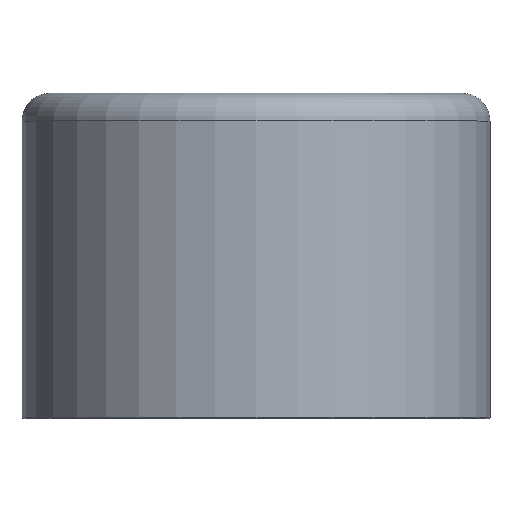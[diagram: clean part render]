
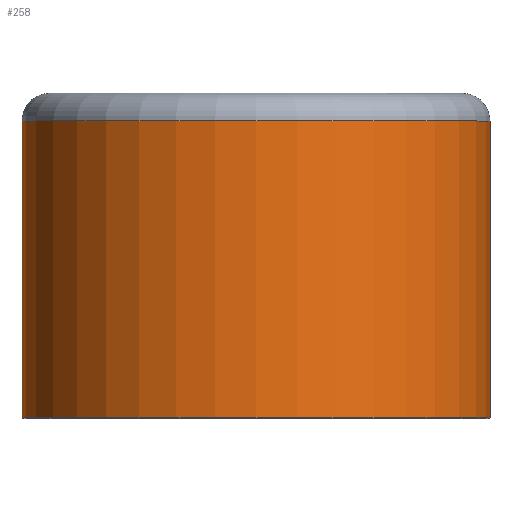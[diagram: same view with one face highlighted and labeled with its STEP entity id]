
A CAD part, top view. The second image highlights one B-rep face of the part: STEP entity #258.
In plain terms, the highlighted cylindrical face has radius 14.75 mm (diameter 29.5 mm), a full revolution.
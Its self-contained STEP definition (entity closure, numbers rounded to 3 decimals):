
#24=LINE('',#497,#29);
#29=VECTOR('',#408,14.75);
#34=CYLINDRICAL_SURFACE('',#317,14.75);
#47=FACE_OUTER_BOUND('',#66,.T.);
#66=EDGE_LOOP('',(#207,#208,#209,#210,#211,#212));
#89=CIRCLE('',#311,14.75);
#92=CIRCLE('',#314,14.75);
#94=CIRCLE('',#318,14.75);
#95=CIRCLE('',#319,14.75);
#118=VERTEX_POINT('',#483);
#119=VERTEX_POINT('',#484);
#122=VERTEX_POINT('',#494);
#123=VERTEX_POINT('',#495);
#148=EDGE_CURVE('',#118,#119,#89,.T.);
#151=EDGE_CURVE('',#119,#118,#92,.T.);
#153=EDGE_CURVE('',#122,#123,#94,.T.);
#154=EDGE_CURVE('',#123,#118,#24,.T.);
#155=EDGE_CURVE('',#123,#122,#95,.T.);
#207=ORIENTED_EDGE('',*,*,#153,.T.);
#208=ORIENTED_EDGE('',*,*,#154,.T.);
#209=ORIENTED_EDGE('',*,*,#151,.F.);
#210=ORIENTED_EDGE('',*,*,#148,.F.);
#211=ORIENTED_EDGE('',*,*,#154,.F.);
#212=ORIENTED_EDGE('',*,*,#155,.T.);
#258=ADVANCED_FACE('',(#47),#34,.T.);
#311=AXIS2_PLACEMENT_3D('',#485,#392,#393);
#314=AXIS2_PLACEMENT_3D('',#489,#398,#399);
#317=AXIS2_PLACEMENT_3D('',#493,#404,#405);
#318=AXIS2_PLACEMENT_3D('',#496,#406,#407);
#319=AXIS2_PLACEMENT_3D('',#498,#409,#410);
#392=DIRECTION('center_axis',(0.,-1.,0.));
#393=DIRECTION('ref_axis',(1.,0.,0.));
#398=DIRECTION('center_axis',(0.,-1.,0.));
#399=DIRECTION('ref_axis',(1.,0.,0.));
#404=DIRECTION('center_axis',(0.,1.,0.));
#405=DIRECTION('ref_axis',(-1.,0.,0.));
#406=DIRECTION('center_axis',(0.,-1.,0.));
#407=DIRECTION('ref_axis',(1.,0.,0.));
#408=DIRECTION('',(0.,-1.,0.));
#409=DIRECTION('center_axis',(0.,-1.,0.));
#410=DIRECTION('ref_axis',(1.,0.,0.));
#483=CARTESIAN_POINT('',(14.75,0.05,0.));
#484=CARTESIAN_POINT('',(0.,0.05,-14.75));
#485=CARTESIAN_POINT('Origin',(0.,0.05,0.));
#489=CARTESIAN_POINT('Origin',(0.,0.05,0.));
#493=CARTESIAN_POINT('Origin',(0.,0.,0.));
#494=CARTESIAN_POINT('',(0.,18.75,14.75));
#495=CARTESIAN_POINT('',(14.75,18.75,0.));
#496=CARTESIAN_POINT('Origin',(0.,18.75,0.));
#497=CARTESIAN_POINT('',(14.75,0.,0.));
#498=CARTESIAN_POINT('Origin',(0.,18.75,0.));
